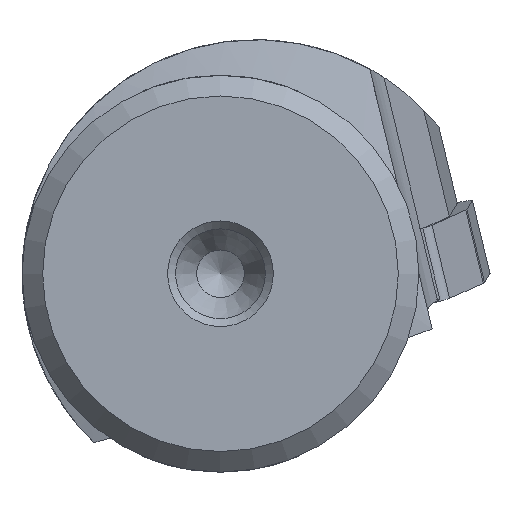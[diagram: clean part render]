
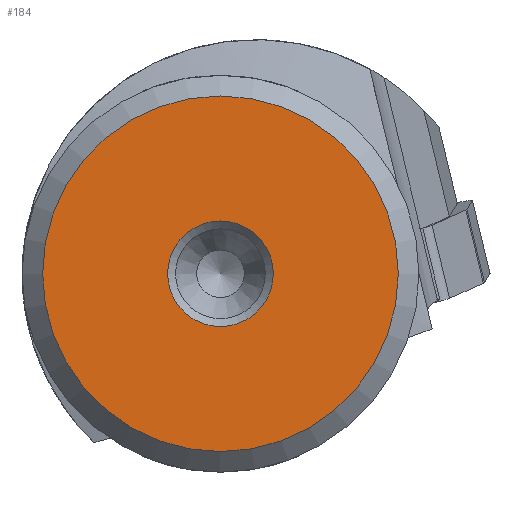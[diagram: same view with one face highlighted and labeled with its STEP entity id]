
A CAD part, front view. The second image highlights one B-rep face of the part: STEP entity #184.
In plain terms, the highlighted planar face has unit normal (0, -1, 0).
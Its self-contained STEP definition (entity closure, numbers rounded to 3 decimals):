
#63=FACE_BOUND('',#298,.T.);
#64=FACE_BOUND('',#299,.T.);
#138=CIRCLE('',#866,11.2);
#139=CIRCLE('',#868,3.328);
#184=ADVANCED_FACE('',(#63,#64),#221,.T.);
#221=PLANE('',#869);
#298=EDGE_LOOP('',(#453));
#299=EDGE_LOOP('',(#454));
#453=ORIENTED_EDGE('',*,*,#672,.T.);
#454=ORIENTED_EDGE('',*,*,#673,.F.);
#578=VERTEX_POINT('',#1354);
#579=VERTEX_POINT('',#1357);
#672=EDGE_CURVE('',#578,#578,#138,.T.);
#673=EDGE_CURVE('',#579,#579,#139,.T.);
#866=AXIS2_PLACEMENT_3D('',#1353,#1032,#1033);
#868=AXIS2_PLACEMENT_3D('',#1356,#1036,#1037);
#869=AXIS2_PLACEMENT_3D('',#1358,#1038,#1039);
#1032=DIRECTION('',(0.,-1.,0.));
#1033=DIRECTION('',(1.,0.,0.));
#1036=DIRECTION('',(0.,-1.,0.));
#1037=DIRECTION('',(1.,0.,0.));
#1038=DIRECTION('',(0.,-1.,0.));
#1039=DIRECTION('',(0.,0.,1.));
#1353=CARTESIAN_POINT('',(0.,0.,0.));
#1354=CARTESIAN_POINT('',(11.2,0.,0.));
#1356=CARTESIAN_POINT('',(0.,0.,0.));
#1357=CARTESIAN_POINT('',(3.328,0.,0.));
#1358=CARTESIAN_POINT('',(7.264,0.,0.));
